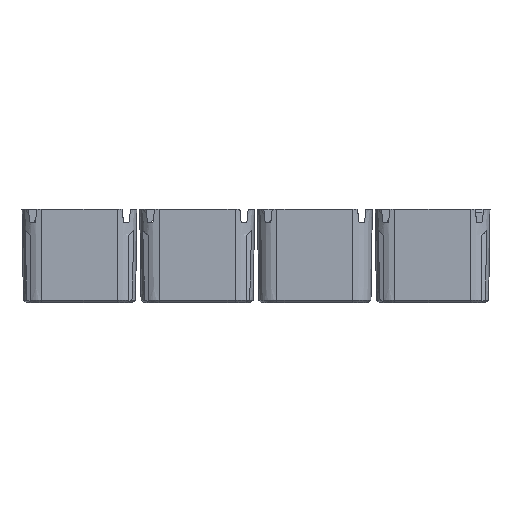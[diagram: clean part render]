
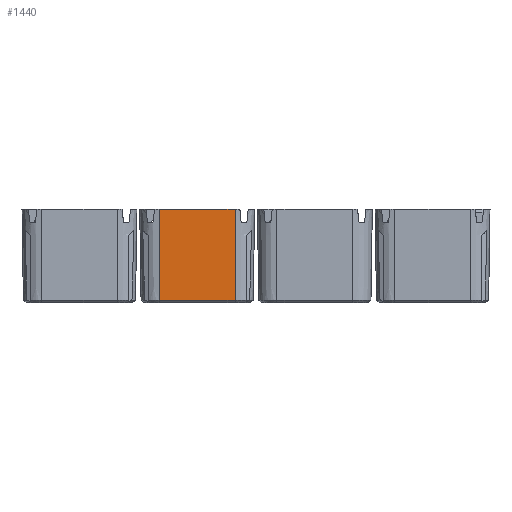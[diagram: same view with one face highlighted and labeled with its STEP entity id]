
A CAD part, left-side view. The second image highlights one B-rep face of the part: STEP entity #1440.
In plain terms, the highlighted planar face has unit normal (-1, 0, -0.015).
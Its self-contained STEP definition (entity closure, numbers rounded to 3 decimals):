
#161 = PLANE('',#162);
#162 = AXIS2_PLACEMENT_3D('',#163,#164,#165);
#163 = CARTESIAN_POINT('',(7.,34.2,33.7));
#164 = DIRECTION('',(0.,0.,1.));
#165 = DIRECTION('',(1.,0.,0.));
#537 = CONICAL_SURFACE('',#538,7.,0.015);
#538 = AXIS2_PLACEMENT_3D('',#539,#540,#541);
#539 = CARTESIAN_POINT('',(7.,34.2,33.7));
#540 = DIRECTION('',(0.,0.,1.));
#541 = DIRECTION('',(1.,0.,0.));
#634 = VERTEX_POINT('',#635);
#635 = CARTESIAN_POINT('',(0.,34.2,33.7));
#657 = EDGE_CURVE('',#658,#634,#660,.T.);
#658 = VERTEX_POINT('',#659);
#659 = CARTESIAN_POINT('',(0.,7.,33.7));
#660 = SURFACE_CURVE('',#661,(#665,#672),.PCURVE_S1.);
#661 = LINE('',#662,#663);
#662 = CARTESIAN_POINT('',(0.,20.6,33.7));
#663 = VECTOR('',#664,1.);
#664 = DIRECTION('',(0.,1.,0.));
#665 = PCURVE('',#161,#666);
#666 = DEFINITIONAL_REPRESENTATION('',(#667),#671);
#667 = LINE('',#668,#669);
#668 = CARTESIAN_POINT('',(-7.,-13.6));
#669 = VECTOR('',#670,1.);
#670 = DIRECTION('',(0.,1.));
#671 = ( GEOMETRIC_REPRESENTATION_CONTEXT(2) 
PARAMETRIC_REPRESENTATION_CONTEXT() REPRESENTATION_CONTEXT('2D SPACE',''
  ) );
#672 = PCURVE('',#673,#678);
#673 = PLANE('',#674);
#674 = AXIS2_PLACEMENT_3D('',#675,#676,#677);
#675 = CARTESIAN_POINT('',(0.5,20.6,0.));
#676 = DIRECTION('',(1.,0.,0.015));
#677 = DIRECTION('',(0.,-1.,0.));
#678 = DEFINITIONAL_REPRESENTATION('',(#679),#683);
#679 = LINE('',#680,#681);
#680 = CARTESIAN_POINT('',(0.,-33.704));
#681 = VECTOR('',#682,1.);
#682 = DIRECTION('',(-1.,0.));
#683 = ( GEOMETRIC_REPRESENTATION_CONTEXT(2) 
PARAMETRIC_REPRESENTATION_CONTEXT() REPRESENTATION_CONTEXT('2D SPACE',''
  ) );
#702 = CONICAL_SURFACE('',#703,7.,0.015);
#703 = AXIS2_PLACEMENT_3D('',#704,#705,#706);
#704 = CARTESIAN_POINT('',(7.,7.,33.7));
#705 = DIRECTION('',(0.,0.,1.));
#706 = DIRECTION('',(1.,0.,0.));
#1157 = VERTEX_POINT('',#1158);
#1158 = CARTESIAN_POINT('',(0.485,7.,1.));
#1180 = EDGE_CURVE('',#658,#1157,#1181,.T.);
#1181 = SURFACE_CURVE('',#1182,(#1185,#1191),.PCURVE_S1.);
#1182 = B_SPLINE_CURVE_WITH_KNOTS('',1,(#1183,#1184),.UNSPECIFIED.,.F.,
  .F.,(2,2),(0.,1.),.PIECEWISE_BEZIER_KNOTS.);
#1183 = CARTESIAN_POINT('',(0.,7.,33.7));
#1184 = CARTESIAN_POINT('',(0.5,7.,0.));
#1185 = PCURVE('',#702,#1186);
#1186 = DEFINITIONAL_REPRESENTATION('',(#1187),#1190);
#1187 = B_SPLINE_CURVE_WITH_KNOTS('',1,(#1188,#1189),.UNSPECIFIED.,.F.,
  .F.,(2,2),(0.,1.),.PIECEWISE_BEZIER_KNOTS.);
#1188 = CARTESIAN_POINT('',(3.142,0.));
#1189 = CARTESIAN_POINT('',(3.142,-33.7));
#1190 = ( GEOMETRIC_REPRESENTATION_CONTEXT(2) 
PARAMETRIC_REPRESENTATION_CONTEXT() REPRESENTATION_CONTEXT('2D SPACE',''
  ) );
#1191 = PCURVE('',#673,#1192);
#1192 = DEFINITIONAL_REPRESENTATION('',(#1193),#1196);
#1193 = B_SPLINE_CURVE_WITH_KNOTS('',1,(#1194,#1195),.UNSPECIFIED.,.F.,
  .F.,(2,2),(0.,1.),.PIECEWISE_BEZIER_KNOTS.);
#1194 = CARTESIAN_POINT('',(13.6,-33.704));
#1195 = CARTESIAN_POINT('',(13.6,0.));
#1196 = ( GEOMETRIC_REPRESENTATION_CONTEXT(2) 
PARAMETRIC_REPRESENTATION_CONTEXT() REPRESENTATION_CONTEXT('2D SPACE',''
  ) );
#1440 = ADVANCED_FACE('',(#1441),#673,.F.);
#1441 = FACE_BOUND('',#1442,.F.);
#1442 = EDGE_LOOP('',(#1443,#1444,#1472,#1493));
#1443 = ORIENTED_EDGE('',*,*,#1180,.T.);
#1444 = ORIENTED_EDGE('',*,*,#1445,.F.);
#1445 = EDGE_CURVE('',#1446,#1157,#1448,.T.);
#1446 = VERTEX_POINT('',#1447);
#1447 = CARTESIAN_POINT('',(0.485,34.2,1.));
#1448 = SURFACE_CURVE('',#1449,(#1453,#1460),.PCURVE_S1.);
#1449 = LINE('',#1450,#1451);
#1450 = CARTESIAN_POINT('',(0.485,34.2,1.));
#1451 = VECTOR('',#1452,1.);
#1452 = DIRECTION('',(-0.,-1.,-0.));
#1453 = PCURVE('',#673,#1454);
#1454 = DEFINITIONAL_REPRESENTATION('',(#1455),#1459);
#1455 = LINE('',#1456,#1457);
#1456 = CARTESIAN_POINT('',(-13.6,-1.));
#1457 = VECTOR('',#1458,1.);
#1458 = DIRECTION('',(1.,0.));
#1459 = ( GEOMETRIC_REPRESENTATION_CONTEXT(2) 
PARAMETRIC_REPRESENTATION_CONTEXT() REPRESENTATION_CONTEXT('2D SPACE',''
  ) );
#1460 = PCURVE('',#1461,#1466);
#1461 = PLANE('',#1462);
#1462 = AXIS2_PLACEMENT_3D('',#1463,#1464,#1465);
#1463 = CARTESIAN_POINT('',(0.993,34.2,0.5));
#1464 = DIRECTION('',(-0.702,0.,-0.712)
  );
#1465 = DIRECTION('',(0.,1.,0.));
#1466 = DEFINITIONAL_REPRESENTATION('',(#1467),#1471);
#1467 = LINE('',#1468,#1469);
#1468 = CARTESIAN_POINT('',(-0.,-0.712));
#1469 = VECTOR('',#1470,1.);
#1470 = DIRECTION('',(-1.,0.));
#1471 = ( GEOMETRIC_REPRESENTATION_CONTEXT(2) 
PARAMETRIC_REPRESENTATION_CONTEXT() REPRESENTATION_CONTEXT('2D SPACE',''
  ) );
#1472 = ORIENTED_EDGE('',*,*,#1473,.T.);
#1473 = EDGE_CURVE('',#1446,#634,#1474,.T.);
#1474 = SURFACE_CURVE('',#1475,(#1479,#1486),.PCURVE_S1.);
#1475 = LINE('',#1476,#1477);
#1476 = CARTESIAN_POINT('',(0.5,34.2,0.));
#1477 = VECTOR('',#1478,1.);
#1478 = DIRECTION('',(-0.015,0.,1.));
#1479 = PCURVE('',#673,#1480);
#1480 = DEFINITIONAL_REPRESENTATION('',(#1481),#1485);
#1481 = LINE('',#1482,#1483);
#1482 = CARTESIAN_POINT('',(-13.6,0.));
#1483 = VECTOR('',#1484,1.);
#1484 = DIRECTION('',(0.,-1.));
#1485 = ( GEOMETRIC_REPRESENTATION_CONTEXT(2) 
PARAMETRIC_REPRESENTATION_CONTEXT() REPRESENTATION_CONTEXT('2D SPACE',''
  ) );
#1486 = PCURVE('',#537,#1487);
#1487 = DEFINITIONAL_REPRESENTATION('',(#1488),#1492);
#1488 = LINE('',#1489,#1490);
#1489 = CARTESIAN_POINT('',(3.142,-33.7));
#1490 = VECTOR('',#1491,1.);
#1491 = DIRECTION('',(-0.,1.));
#1492 = ( GEOMETRIC_REPRESENTATION_CONTEXT(2) 
PARAMETRIC_REPRESENTATION_CONTEXT() REPRESENTATION_CONTEXT('2D SPACE',''
  ) );
#1493 = ORIENTED_EDGE('',*,*,#657,.F.);
